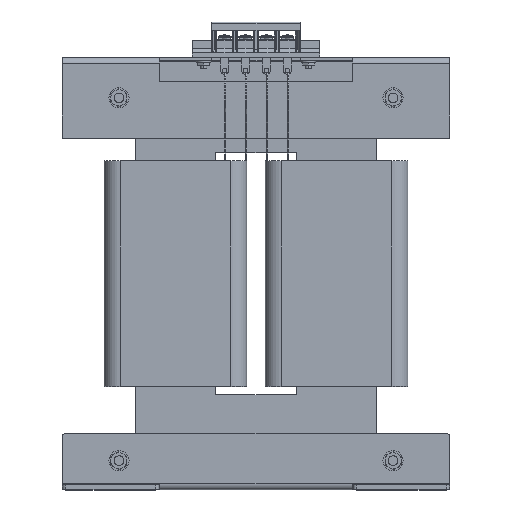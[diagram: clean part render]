
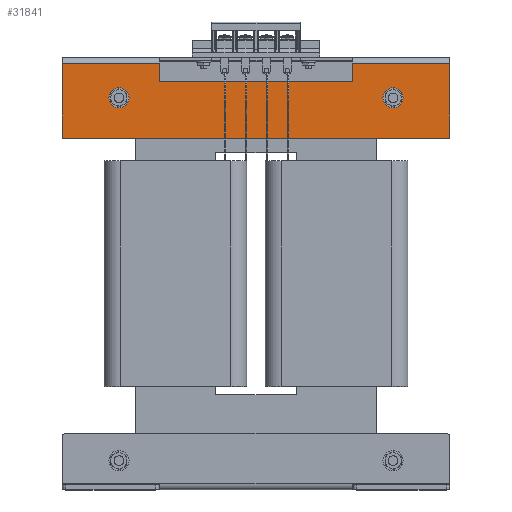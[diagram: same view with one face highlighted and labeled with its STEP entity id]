
A CAD part, top view. The second image highlights one B-rep face of the part: STEP entity #31841.
In plain terms, the highlighted planar face has unit normal (0, 0, 1).
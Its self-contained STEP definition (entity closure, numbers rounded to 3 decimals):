
#384 = VERTEX_POINT ( 'NONE', #78873 ) ;
#808 = CIRCLE ( 'NONE', #63772, 5. ) ;
#3621 = CARTESIAN_POINT ( 'NONE',  ( 1.969, 234.629, 229.17 ) ) ;
#3852 = CARTESIAN_POINT ( 'NONE',  ( -3.031, 234.629, 229.17 ) ) ;
#8831 = EDGE_LOOP ( 'NONE', ( #108375, #114894 ) ) ;
#10384 = VECTOR ( 'NONE', #72488, 1000. ) ;
#11119 = FACE_BOUND ( 'NONE', #8831, .T. ) ;
#12533 = EDGE_CURVE ( 'NONE', #101719, #12817, #14959, .T. ) ;
#12817 = VERTEX_POINT ( 'NONE', #91304 ) ;
#14582 = CARTESIAN_POINT ( 'NONE',  ( -3.031, 234.629, 229.17 ) ) ;
#14959 = LINE ( 'NONE', #111104, #117397 ) ;
#14997 = ORIENTED_EDGE ( 'NONE', *, *, #112881, .F. ) ;
#17479 = DIRECTION ( 'NONE',  ( 0., 0., 1. ) ) ;
#18942 = DIRECTION ( 'NONE',  ( 1., 0., 0. ) ) ;
#19034 = EDGE_CURVE ( 'NONE', #97553, #30461, #47374, .T. ) ;
#19376 = CARTESIAN_POINT ( 'NONE',  ( -8.031, 234.629, 229.17 ) ) ;
#23883 = DIRECTION ( 'NONE',  ( 1., 0., 0. ) ) ;
#25146 = AXIS2_PLACEMENT_3D ( 'NONE', #106645, #29576, #28315 ) ;
#28315 = DIRECTION ( 'NONE',  ( 0., 1., 0. ) ) ;
#29576 = DIRECTION ( 'NONE',  ( 0., 0., -1. ) ) ;
#30461 = VERTEX_POINT ( 'NONE', #122151 ) ;
#30605 = ORIENTED_EDGE ( 'NONE', *, *, #55941, .F. ) ;
#30835 = PLANE ( 'NONE',  #25146 ) ;
#31313 = VERTEX_POINT ( 'NONE', #3621 ) ;
#31841 = ADVANCED_FACE ( 'NONE', ( #97747, #11119, #67136 ), #30835, .F. ) ;
#33034 = VERTEX_POINT ( 'NONE', #125513 ) ;
#33059 = DIRECTION ( 'NONE',  ( 0., 0., 1. ) ) ;
#34312 = CARTESIAN_POINT ( 'NONE',  ( -38.031, 259.629, 229.17 ) ) ;
#36406 = DIRECTION ( 'NONE',  ( 0., 1., 0. ) ) ;
#37574 = EDGE_LOOP ( 'NONE', ( #63120, #30605 ) ) ;
#40528 = DIRECTION ( 'NONE',  ( 1., 0., 0. ) ) ;
#41525 = ORIENTED_EDGE ( 'NONE', *, *, #79657, .T. ) ;
#42149 = VERTEX_POINT ( 'NONE', #19376 ) ;
#42670 = DIRECTION ( 'NONE',  ( 0., 0., 1. ) ) ;
#47047 = CARTESIAN_POINT ( 'NONE',  ( 166.969, 234.629, 229.17 ) ) ;
#47374 = CIRCLE ( 'NONE', #94251, 5. ) ;
#47585 = AXIS2_PLACEMENT_3D ( 'NONE', #3852, #42670, #71894 ) ;
#47749 = AXIS2_PLACEMENT_3D ( 'NONE', #14582, #33059, #91712 ) ;
#49325 = CARTESIAN_POINT ( 'NONE',  ( -38.031, 209.629, 229.17 ) ) ;
#54526 = CARTESIAN_POINT ( 'NONE',  ( 166.969, 234.629, 229.17 ) ) ;
#55941 = EDGE_CURVE ( 'NONE', #42149, #31313, #67885, .T. ) ;
#59101 = DIRECTION ( 'NONE',  ( 0., 0., 1. ) ) ;
#60405 = CARTESIAN_POINT ( 'NONE',  ( 161.969, 234.629, 229.17 ) ) ;
#62344 = LINE ( 'NONE', #34312, #10384 ) ;
#63120 = ORIENTED_EDGE ( 'NONE', *, *, #88525, .F. ) ;
#63772 = AXIS2_PLACEMENT_3D ( 'NONE', #54526, #17479, #93411 ) ;
#67136 = FACE_OUTER_BOUND ( 'NONE', #104452, .T. ) ;
#67379 = ORIENTED_EDGE ( 'NONE', *, *, #12533, .T. ) ;
#67885 = CIRCLE ( 'NONE', #47585, 5. ) ;
#71894 = DIRECTION ( 'NONE',  ( 1., 0., 0. ) ) ;
#72488 = DIRECTION ( 'NONE',  ( 0., -1., 0. ) ) ;
#78873 = CARTESIAN_POINT ( 'NONE',  ( -38.031, 255.893, 229.17 ) ) ;
#79657 = EDGE_CURVE ( 'NONE', #384, #101719, #62344, .T. ) ;
#80576 = ORIENTED_EDGE ( 'NONE', *, *, #85935, .T. ) ;
#81262 = CARTESIAN_POINT ( 'NONE',  ( 201.969, 255.893, 229.17 ) ) ;
#81526 = VECTOR ( 'NONE', #36406, 1000. ) ;
#82215 = CIRCLE ( 'NONE', #47749, 5. ) ;
#83599 = CARTESIAN_POINT ( 'NONE',  ( 201.969, 259.629, 229.17 ) ) ;
#85935 = EDGE_CURVE ( 'NONE', #12817, #33034, #104553, .T. ) ;
#87564 = EDGE_CURVE ( 'NONE', #30461, #97553, #808, .T. ) ;
#87576 = VECTOR ( 'NONE', #40528, 1000. ) ;
#88525 = EDGE_CURVE ( 'NONE', #31313, #42149, #82215, .T. ) ;
#91304 = CARTESIAN_POINT ( 'NONE',  ( 201.969, 209.629, 229.17 ) ) ;
#91712 = DIRECTION ( 'NONE',  ( 1., 0., 0. ) ) ;
#93411 = DIRECTION ( 'NONE',  ( 1., 0., 0. ) ) ;
#94251 = AXIS2_PLACEMENT_3D ( 'NONE', #47047, #59101, #18942 ) ;
#97553 = VERTEX_POINT ( 'NONE', #60405 ) ;
#97747 = FACE_BOUND ( 'NONE', #37574, .T. ) ;
#101719 = VERTEX_POINT ( 'NONE', #49325 ) ;
#104452 = EDGE_LOOP ( 'NONE', ( #14997, #41525, #67379, #80576 ) ) ;
#104553 = LINE ( 'NONE', #83599, #81526 ) ;
#106645 = CARTESIAN_POINT ( 'NONE',  ( -38.031, 259.629, 229.17 ) ) ;
#108375 = ORIENTED_EDGE ( 'NONE', *, *, #87564, .F. ) ;
#111104 = CARTESIAN_POINT ( 'NONE',  ( -38.031, 209.629, 229.17 ) ) ;
#112881 = EDGE_CURVE ( 'NONE', #384, #33034, #119476, .T. ) ;
#114894 = ORIENTED_EDGE ( 'NONE', *, *, #19034, .F. ) ;
#117397 = VECTOR ( 'NONE', #23883, 1000. ) ;
#119476 = LINE ( 'NONE', #81262, #87576 ) ;
#122151 = CARTESIAN_POINT ( 'NONE',  ( 171.969, 234.629, 229.17 ) ) ;
#125513 = CARTESIAN_POINT ( 'NONE',  ( 201.969, 255.893, 229.17 ) ) ;
